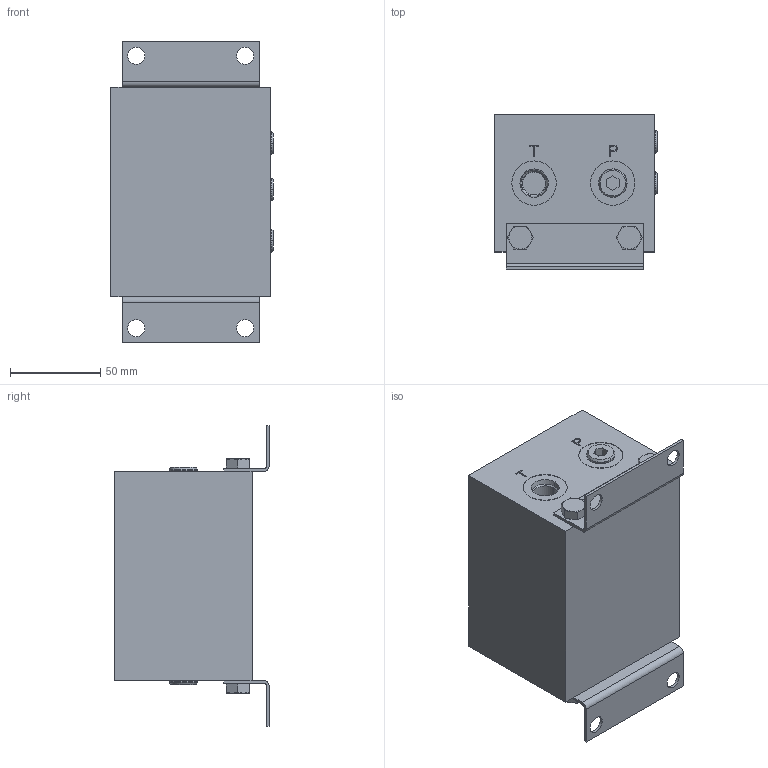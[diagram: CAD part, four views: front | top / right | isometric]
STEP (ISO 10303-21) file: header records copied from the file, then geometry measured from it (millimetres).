
FILE_DESCRIPTION((''),'2;1');
FILE_NAME('ILC70941103','2018-11-06T',('maj'),(''),'PRO/ENGINEER BY PARAMETRIC TECHNOLOGY CORPORATION, 2013320','PRO/ENGINEER BY PARAMETRIC TECHNOLOGY CORPORATION, 2013320','');
FILE_SCHEMA(('AUTOMOTIVE_DESIGN { 1 0 10303 214 1 1 1 1 }'));
Length unit declared in the file: inch
Products named in the file (1): ILC70941103
Bounding box: 90.23 x 85.8 x 166.88 mm (x, y, z)
Volume: 749451.7 mm3; surface area: 85285.1 mm2
Topology: 1 solids, 1 shells, 565 faces, 1475 edges, 944 vertices
Faces by surface type: plane 333, cone 134, cylinder 84, torus 14
Entity records: 19565 total; most frequent: CARTESIAN_POINT 4761, ORIENTED_EDGE 2902, DIRECTION 2801, EDGE_CURVE 1451, VECTOR 967, LINE 967, VERTEX_POINT 944, AXIS2_PLACEMENT_3D 917
